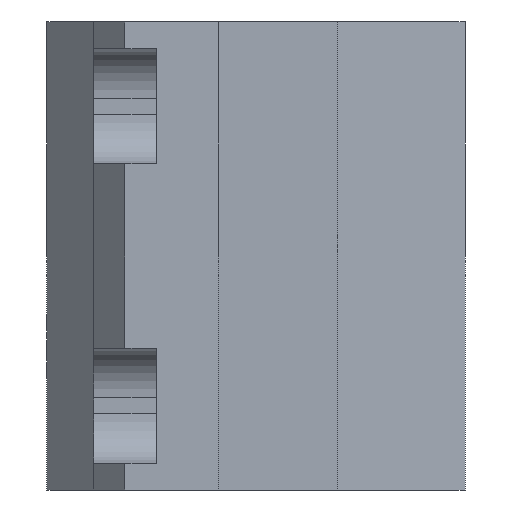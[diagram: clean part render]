
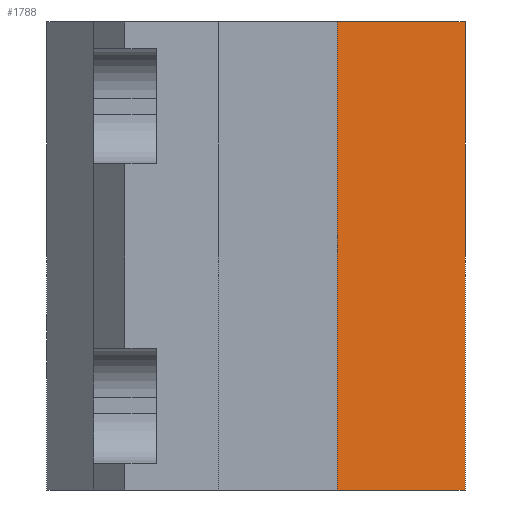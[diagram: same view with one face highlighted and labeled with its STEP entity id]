
A CAD part, left-side view. The second image highlights one B-rep face of the part: STEP entity #1788.
In plain terms, the highlighted planar face has unit normal (-0.707, -0.707, 0).
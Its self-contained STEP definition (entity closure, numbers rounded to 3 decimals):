
#83 = CARTESIAN_POINT ( 'NONE',  ( -46.5, -46.5, 75. ) ) ;
#291 = VECTOR ( 'NONE', #3404, 1000. ) ;
#530 = FACE_OUTER_BOUND ( 'NONE', #2348, .T. ) ;
#585 = CARTESIAN_POINT ( 'NONE',  ( -26., -67., -75. ) ) ;
#610 = CARTESIAN_POINT ( 'NONE',  ( -46.5, -46.5, 79. ) ) ;
#827 = LINE ( 'NONE', #3447, #291 ) ;
#917 = ORIENTED_EDGE ( 'NONE', *, *, #3681, .T. ) ;
#931 = CARTESIAN_POINT ( 'NONE',  ( -67., -26., -75. ) ) ;
#1057 = VERTEX_POINT ( 'NONE', #585 ) ;
#1535 = CARTESIAN_POINT ( 'NONE',  ( -26., -67., 75. ) ) ;
#1620 = LINE ( 'NONE', #1625, #2222 ) ;
#1625 = CARTESIAN_POINT ( 'NONE',  ( -46.5, -46.5, -75. ) ) ;
#1693 = ORIENTED_EDGE ( 'NONE', *, *, #2093, .T. ) ;
#1788 = ADVANCED_FACE ( 'NONE', ( #530 ), #2524, .F. ) ;
#2093 = EDGE_CURVE ( 'NONE', #2492, #3514, #827, .T. ) ;
#2129 = VERTEX_POINT ( 'NONE', #1535 ) ;
#2195 = DIRECTION ( 'NONE',  ( 0., 0., -1. ) ) ;
#2209 = CARTESIAN_POINT ( 'NONE',  ( -26., -67., 79. ) ) ;
#2222 = VECTOR ( 'NONE', #3524, 1000. ) ;
#2303 = DIRECTION ( 'NONE',  ( -0.707, 0.707, 0. ) ) ;
#2348 = EDGE_LOOP ( 'NONE', ( #1693, #3253, #4014, #917 ) ) ;
#2492 = VERTEX_POINT ( 'NONE', #2557 ) ;
#2524 = PLANE ( 'NONE',  #2746 ) ;
#2557 = CARTESIAN_POINT ( 'NONE',  ( -67., -26., 75. ) ) ;
#2620 = LINE ( 'NONE', #83, #3013 ) ;
#2715 = VECTOR ( 'NONE', #2195, 1000. ) ;
#2746 = AXIS2_PLACEMENT_3D ( 'NONE', #610, #3803, #4136 ) ;
#2937 = EDGE_CURVE ( 'NONE', #3514, #1057, #1620, .T. ) ;
#3013 = VECTOR ( 'NONE', #2303, 1000. ) ;
#3253 = ORIENTED_EDGE ( 'NONE', *, *, #2937, .T. ) ;
#3404 = DIRECTION ( 'NONE',  ( 0., 0., -1. ) ) ;
#3447 = CARTESIAN_POINT ( 'NONE',  ( -67., -26., 79. ) ) ;
#3464 = EDGE_CURVE ( 'NONE', #2129, #1057, #3970, .T. ) ;
#3514 = VERTEX_POINT ( 'NONE', #931 ) ;
#3524 = DIRECTION ( 'NONE',  ( 0.707, -0.707, 0. ) ) ;
#3681 = EDGE_CURVE ( 'NONE', #2129, #2492, #2620, .T. ) ;
#3803 = DIRECTION ( 'NONE',  ( 0.707, 0.707, 0. ) ) ;
#3970 = LINE ( 'NONE', #2209, #2715 ) ;
#4014 = ORIENTED_EDGE ( 'NONE', *, *, #3464, .F. ) ;
#4136 = DIRECTION ( 'NONE',  ( -0.707, 0.707, 0. ) ) ;
